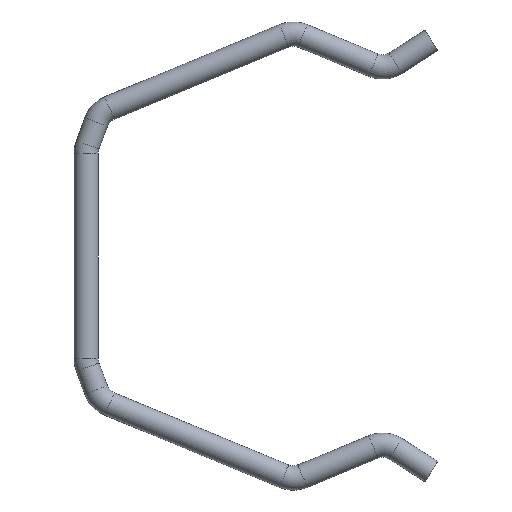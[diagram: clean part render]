
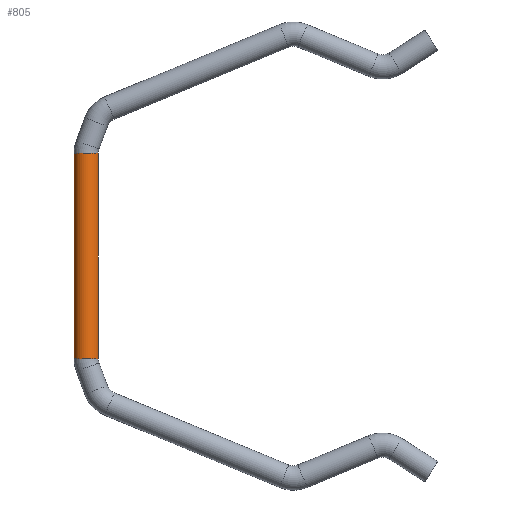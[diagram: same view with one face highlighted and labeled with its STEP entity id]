
A CAD part, top view. The second image highlights one B-rep face of the part: STEP entity #805.
In plain terms, the highlighted cylindrical face has radius 1 mm (diameter 2 mm), a partial arc.
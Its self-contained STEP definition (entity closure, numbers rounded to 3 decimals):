
#637=AXIS2_PLACEMENT_3D('Circle Axis2P3D',#635,#636,$) ;
#654=AXIS2_PLACEMENT_3D('Circle Axis2P3D',#652,#653,$) ;
#771=AXIS2_PLACEMENT_3D('Cylinder Axis2P3D',#768,#769,#770) ;
#267=CARTESIAN_POINT('Vertex',(0.,10.84,1.)) ;
#269=CARTESIAN_POINT('Vertex',(2.,10.84,1.)) ;
#307=CARTESIAN_POINT('Vertex',(2.,27.84,1.)) ;
#314=CARTESIAN_POINT('Vertex',(0.,27.84,1.)) ;
#635=CARTESIAN_POINT('Axis2P3D Location',(1.,10.84,1.)) ;
#652=CARTESIAN_POINT('Axis2P3D Location',(1.,27.84,1.)) ;
#768=CARTESIAN_POINT('Axis2P3D Location',(1.,15.09,1.)) ;
#773=CARTESIAN_POINT('Line Origine',(2.,19.34,1.)) ;
#777=CARTESIAN_POINT('Vertex',(2.,19.34,1.)) ;
#780=CARTESIAN_POINT('Line Origine',(0.,19.34,1.)) ;
#784=CARTESIAN_POINT('Vertex',(0.,19.34,1.)) ;
#787=CARTESIAN_POINT('Line Origine',(0.,19.34,1.)) ;
#792=CARTESIAN_POINT('Line Origine',(2.,19.34,1.)) ;
#636=DIRECTION('Axis2P3D Direction',(0.,-1.,0.)) ;
#653=DIRECTION('Axis2P3D Direction',(0.,-1.,0.)) ;
#769=DIRECTION('Axis2P3D Direction',(0.,-1.,0.)) ;
#770=DIRECTION('Axis2P3D XDirection',(-1.,0.,0.)) ;
#774=DIRECTION('Vector Direction',(0.,-1.,0.)) ;
#781=DIRECTION('Vector Direction',(0.,-1.,0.)) ;
#788=DIRECTION('Vector Direction',(0.,-1.,0.)) ;
#793=DIRECTION('Vector Direction',(0.,-1.,0.)) ;
#775=VECTOR('Line Direction',#774,1.) ;
#782=VECTOR('Line Direction',#781,1.) ;
#789=VECTOR('Line Direction',#788,1.) ;
#794=VECTOR('Line Direction',#793,1.) ;
#798=ORIENTED_EDGE('',*,*,#779,.F.) ;
#799=ORIENTED_EDGE('',*,*,#656,.T.) ;
#800=ORIENTED_EDGE('',*,*,#786,.T.) ;
#801=ORIENTED_EDGE('',*,*,#791,.F.) ;
#802=ORIENTED_EDGE('',*,*,#639,.F.) ;
#803=ORIENTED_EDGE('',*,*,#796,.T.) ;
#805=ADVANCED_FACE('HDC_HP_RABUE_550A.1\\RUNDDRAHT GEOEFFNET',(#804),#772,.T.) ;
#638=CIRCLE('generated circle',#637,1.) ;
#655=CIRCLE('generated circle',#654,1.) ;
#772=CYLINDRICAL_SURFACE('generated cylinder',#771,1.) ;
#639=EDGE_CURVE('',#270,#268,#638,.T.) ;
#656=EDGE_CURVE('',#308,#315,#655,.T.) ;
#779=EDGE_CURVE('',#308,#778,#776,.T.) ;
#786=EDGE_CURVE('',#315,#785,#783,.T.) ;
#791=EDGE_CURVE('',#268,#785,#790,.F.) ;
#796=EDGE_CURVE('',#270,#778,#795,.F.) ;
#797=EDGE_LOOP('',(#798,#799,#800,#801,#802,#803)) ;
#804=FACE_OUTER_BOUND('',#797,.T.) ;
#776=LINE('Line',#773,#775) ;
#783=LINE('Line',#780,#782) ;
#790=LINE('Line',#787,#789) ;
#795=LINE('Line',#792,#794) ;
#268=VERTEX_POINT('',#267) ;
#270=VERTEX_POINT('',#269) ;
#308=VERTEX_POINT('',#307) ;
#315=VERTEX_POINT('',#314) ;
#778=VERTEX_POINT('',#777) ;
#785=VERTEX_POINT('',#784) ;
